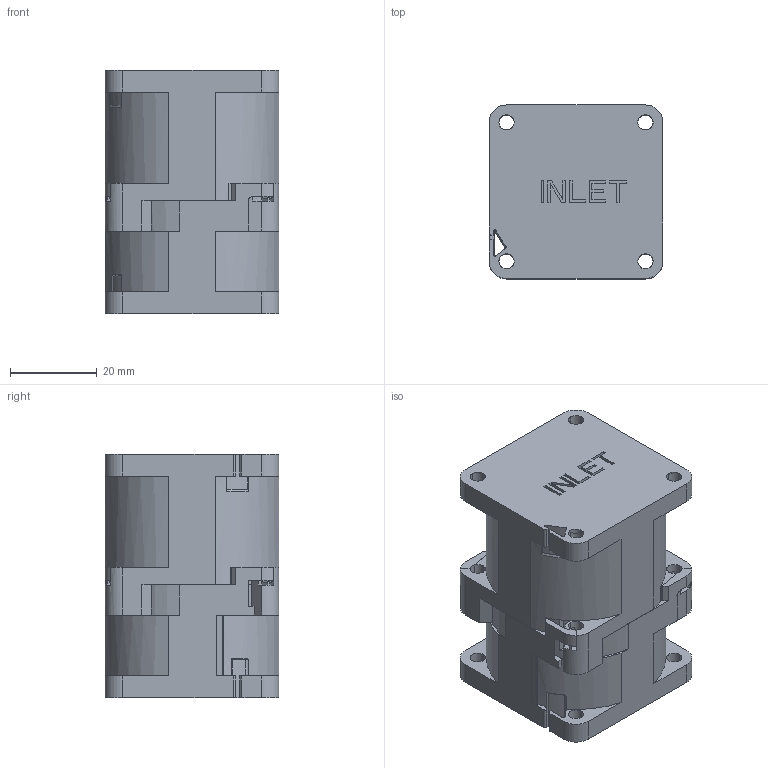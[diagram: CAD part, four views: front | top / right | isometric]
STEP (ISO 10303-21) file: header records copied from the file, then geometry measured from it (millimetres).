
FILE_DESCRIPTION((''),'2;1');
FILE_NAME('ASM0003_ASM','2017-04-07T',('yiliang.gong'),(''),'CREO PARAMETRIC BY PTC INC, 2015080','CREO PARAMETRIC BY PTC INC, 2015080','');
FILE_SCHEMA(('CONFIG_CONTROL_DESIGN'));
Length unit declared in the file: millimetre
Products named in the file (3): 4102062600-5231; 41020627000221; ASM0003_ASM
Assembly tree (2 placements, depth 2):
  ASM0003_ASM
    4102062600-5231
    41020627000221
Bounding box: 40 x 40 x 56 mm (x, y, z)
Volume: 78178.3 mm3; surface area: 17210.8 mm2
Topology: 2 solids, 2 shells, 407 faces, 1208 edges, 813 vertices
Faces by surface type: plane 290, cylinder 114, cone 3
Entity records: 14008 total; most frequent: CARTESIAN_POINT 2781, ORIENTED_EDGE 2416, DIRECTION 2238, EDGE_CURVE 1208, VECTOR 906, LINE 906, VERTEX_POINT 813, AXIS2_PLACEMENT_3D 666
